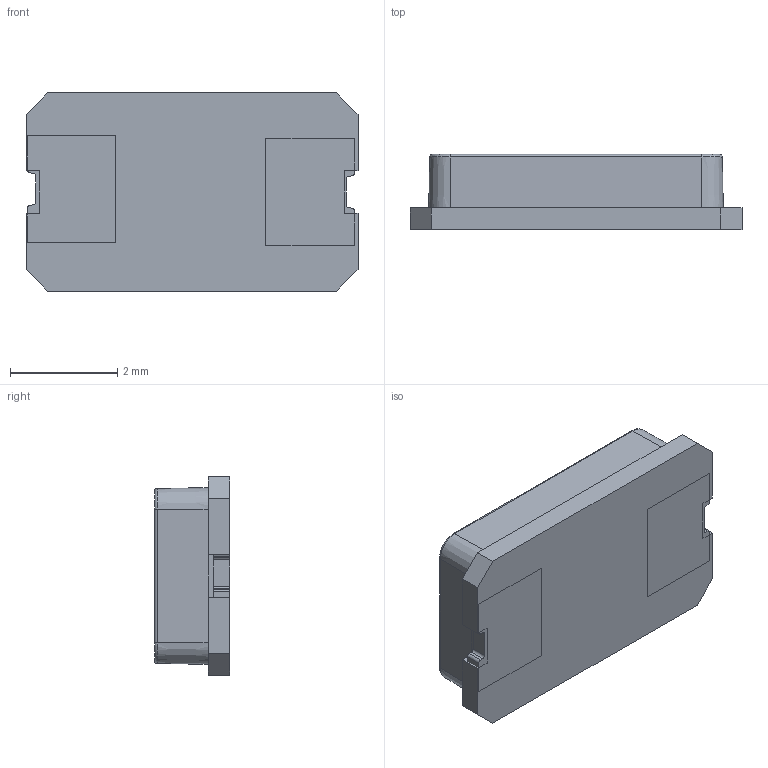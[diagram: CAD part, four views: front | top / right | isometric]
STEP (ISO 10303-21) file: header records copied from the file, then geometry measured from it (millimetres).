
FILE_DESCRIPTION (( 'STEP AP214' ), '1' );
FILE_NAME ('User Library-Xtal-ABM7.STEP', '2016-05-31T11:01:50', ( 'Windows User' ), ( '' ), 'SwSTEP 2.0', 'SolidWorks 2016', '' );
FILE_SCHEMA (( 'AUTOMOTIVE_DESIGN' ));
Length unit declared in the file: millimetre
Products named in the file (3): User Library-Xtal-ABM7; User Library-Xtal-ABM7_abm7case; User Library-Xtal-ABM7_abm7pad
Assembly tree (3 placements, depth 2):
  User Library-Xtal-ABM7
    User Library-Xtal-ABM7_abm7case
    User Library-Xtal-ABM7_abm7pad  x2
Bounding box: 6.2 x 1.4 x 3.7 mm (x, y, z)
Volume: 28.7 mm3; surface area: 89.4 mm2
Topology: 7 solids, 7 shells, 135 faces, 352 edges, 232 vertices
Faces by surface type: plane 93, bspline 22, cylinder 12, cone 4, torus 4
Entity records: 5360 total; most frequent: CARTESIAN_POINT 1553, ORIENTED_EDGE 632, DIRECTION 510, EDGE_CURVE 316, LINE 244, VECTOR 244, VERTEX_POINT 208, AXIS2_PLACEMENT_3D 133
